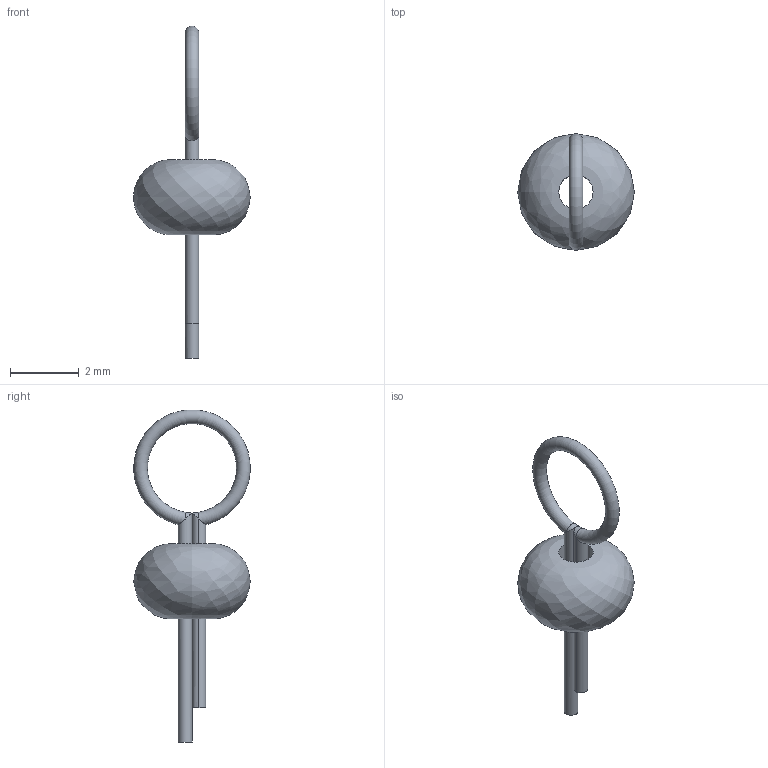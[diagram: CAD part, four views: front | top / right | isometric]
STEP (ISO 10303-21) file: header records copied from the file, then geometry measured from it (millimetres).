
FILE_DESCRIPTION(('FreeCAD Model'),'2;1');
FILE_NAME( 'TP_Loop-Yellow.step', '2020-03-16T23:38:39',('kicad StepUp'),('ksu MCAD'), 'Open CASCADE STEP processor 7.3','FreeCAD','Unknown');
FILE_SCHEMA(('AUTOMOTIVE_DESIGN { 1 0 10303 214 1 1 1 1 }'));
Length unit declared in the file: millimetre
Products named in the file (1): TP_Loop-Yellow
Bounding box: 3.4 x 3.4 x 9.68 mm (x, y, z)
Volume: 16.1 mm3; surface area: 62.5 mm2
Topology: 2 solids, 2 shells, 10 faces, 21 edges, 12 vertices
Faces by surface type: cylinder 6, plane 2, torus 1, bspline 1
Full cylindrical faces by diameter (mm): 0.4 x1, 1 x1
Entity records: 463 total; most frequent: CARTESIAN_POINT 156, DIRECTION 54, ORIENTED_EDGE 42, AXIS2_PLACEMENT_3D 25, EDGE_CURVE 21, VERTEX_POINT 12, CIRCLE 11, ADVANCED_FACE 10
